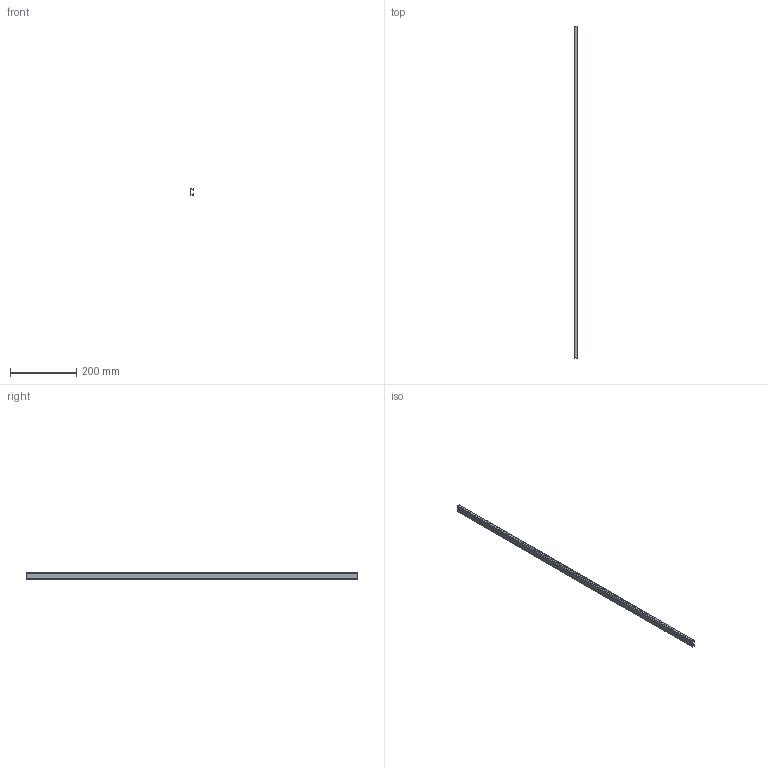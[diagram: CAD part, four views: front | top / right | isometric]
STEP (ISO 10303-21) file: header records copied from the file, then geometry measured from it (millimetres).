
FILE_DESCRIPTION(('STEP AP203'),'1');
FILE_NAME('BASE08B0013.stp','2023-10-13T07:00:10',(' '),(' '),'Spatial InterOp 3D',' ',' ');
FILE_SCHEMA(('CONFIG_CONTROL_DESIGN'));
Length unit declared in the file: millimetre
Products named in the file (1): Profilé 8 20x11
Bounding box: 11 x 1000 x 20 mm (x, y, z)
Volume: 102668.9 mm3; surface area: 89026.8 mm2
Topology: 1 solids, 1 shells, 24 faces, 66 edges, 44 vertices
Faces by surface type: plane 20, cylinder 4
Entity records: 880 total; most frequent: CARTESIAN_POINT 135, ORIENTED_EDGE 132, DIRECTION 124, EDGE_CURVE 66, LINE 58, VECTOR 58, VERTEX_POINT 44, AXIS2_PLACEMENT_3D 33
